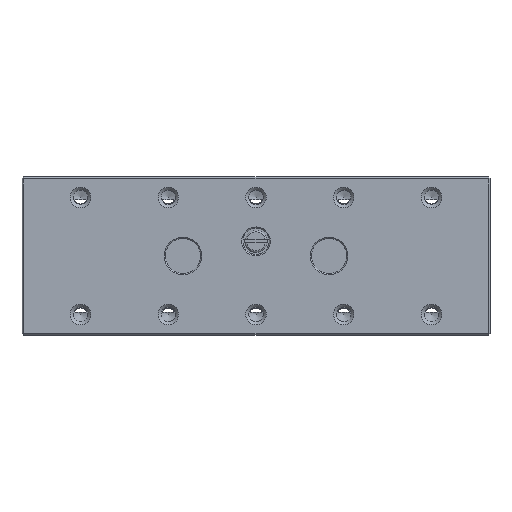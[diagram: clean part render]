
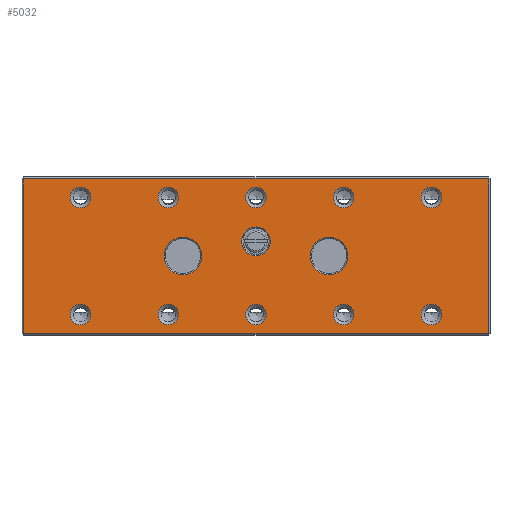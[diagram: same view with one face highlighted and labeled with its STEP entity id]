
A CAD part, top view. The second image highlights one B-rep face of the part: STEP entity #5032.
In plain terms, the highlighted planar face has unit normal (0, 0, 1).
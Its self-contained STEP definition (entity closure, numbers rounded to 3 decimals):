
#4735=FACE_BOUND('',#9184,.T.);
#4736=FACE_BOUND('',#9185,.T.);
#4737=FACE_BOUND('',#9186,.T.);
#4738=FACE_BOUND('',#9187,.T.);
#4739=FACE_BOUND('',#9188,.T.);
#4740=FACE_BOUND('',#9189,.T.);
#4741=FACE_BOUND('',#9190,.T.);
#4742=FACE_BOUND('',#9191,.T.);
#4743=FACE_BOUND('',#9192,.T.);
#4744=FACE_BOUND('',#9193,.T.);
#4745=FACE_BOUND('',#9194,.T.);
#4746=FACE_BOUND('',#9195,.T.);
#4747=FACE_BOUND('',#9196,.T.);
#4748=FACE_BOUND('',#9197,.T.);
#5032=ADVANCED_FACE('',(#4735,#4736,#4737,#4738,#4739,#4740,#4741,#4742,
#4743,#4744,#4745,#4746,#4747,#4748),#6498,.F.);
#6498=PLANE('',#33195);
#9184=EDGE_LOOP('',(#11726));
#9185=EDGE_LOOP('',(#11727));
#9186=EDGE_LOOP('',(#11728));
#9187=EDGE_LOOP('',(#11729));
#9188=EDGE_LOOP('',(#11730));
#9189=EDGE_LOOP('',(#11731));
#9190=EDGE_LOOP('',(#11732));
#9191=EDGE_LOOP('',(#11733));
#9192=EDGE_LOOP('',(#11734));
#9193=EDGE_LOOP('',(#11735));
#9194=EDGE_LOOP('',(#11736));
#9195=EDGE_LOOP('',(#11737));
#9196=EDGE_LOOP('',(#11738));
#9197=EDGE_LOOP('',(#11739,#11740,#11741,#11742,#11743,#11744,#11745,#11746));
#10669=CIRCLE('',#33182,2.45);
#10670=CIRCLE('',#33183,3.2);
#10671=CIRCLE('',#33184,3.2);
#10672=CIRCLE('',#33185,1.75);
#10673=CIRCLE('',#33186,1.75);
#10674=CIRCLE('',#33187,1.75);
#10675=CIRCLE('',#33188,1.75);
#10676=CIRCLE('',#33189,1.75);
#10677=CIRCLE('',#33190,1.75);
#10678=CIRCLE('',#33191,1.75);
#10679=CIRCLE('',#33192,1.75);
#10680=CIRCLE('',#33193,1.75);
#10681=CIRCLE('',#33194,1.75);
#11726=ORIENTED_EDGE('',*,*,#22673,.T.);
#11727=ORIENTED_EDGE('',*,*,#22674,.T.);
#11728=ORIENTED_EDGE('',*,*,#22675,.T.);
#11729=ORIENTED_EDGE('',*,*,#22676,.T.);
#11730=ORIENTED_EDGE('',*,*,#22677,.T.);
#11731=ORIENTED_EDGE('',*,*,#22678,.T.);
#11732=ORIENTED_EDGE('',*,*,#22679,.T.);
#11733=ORIENTED_EDGE('',*,*,#22680,.T.);
#11734=ORIENTED_EDGE('',*,*,#22681,.T.);
#11735=ORIENTED_EDGE('',*,*,#22682,.T.);
#11736=ORIENTED_EDGE('',*,*,#22683,.T.);
#11737=ORIENTED_EDGE('',*,*,#22684,.T.);
#11738=ORIENTED_EDGE('',*,*,#22685,.T.);
#11739=ORIENTED_EDGE('',*,*,#22686,.T.);
#11740=ORIENTED_EDGE('',*,*,#22687,.T.);
#11741=ORIENTED_EDGE('',*,*,#22688,.T.);
#11742=ORIENTED_EDGE('',*,*,#22689,.T.);
#11743=ORIENTED_EDGE('',*,*,#22690,.T.);
#11744=ORIENTED_EDGE('',*,*,#22691,.T.);
#11745=ORIENTED_EDGE('',*,*,#22692,.T.);
#11746=ORIENTED_EDGE('',*,*,#22693,.T.);
#19898=VERTEX_POINT('',#43799);
#19899=VERTEX_POINT('',#43801);
#19900=VERTEX_POINT('',#43803);
#19901=VERTEX_POINT('',#43805);
#19902=VERTEX_POINT('',#43807);
#19903=VERTEX_POINT('',#43809);
#19904=VERTEX_POINT('',#43811);
#19905=VERTEX_POINT('',#43813);
#19906=VERTEX_POINT('',#43815);
#19907=VERTEX_POINT('',#43817);
#19908=VERTEX_POINT('',#43819);
#19909=VERTEX_POINT('',#43821);
#19910=VERTEX_POINT('',#43823);
#19911=VERTEX_POINT('',#43825);
#19912=VERTEX_POINT('',#43826);
#19913=VERTEX_POINT('',#43828);
#19914=VERTEX_POINT('',#43830);
#19915=VERTEX_POINT('',#43832);
#19916=VERTEX_POINT('',#43834);
#19917=VERTEX_POINT('',#43836);
#19918=VERTEX_POINT('',#43838);
#22673=EDGE_CURVE('',#19898,#19898,#10669,.T.);
#22674=EDGE_CURVE('',#19899,#19899,#10670,.T.);
#22675=EDGE_CURVE('',#19900,#19900,#10671,.T.);
#22676=EDGE_CURVE('',#19901,#19901,#10672,.T.);
#22677=EDGE_CURVE('',#19902,#19902,#10673,.T.);
#22678=EDGE_CURVE('',#19903,#19903,#10674,.T.);
#22679=EDGE_CURVE('',#19904,#19904,#10675,.T.);
#22680=EDGE_CURVE('',#19905,#19905,#10676,.T.);
#22681=EDGE_CURVE('',#19906,#19906,#10677,.T.);
#22682=EDGE_CURVE('',#19907,#19907,#10678,.T.);
#22683=EDGE_CURVE('',#19908,#19908,#10679,.T.);
#22684=EDGE_CURVE('',#19909,#19909,#10680,.T.);
#22685=EDGE_CURVE('',#19910,#19910,#10681,.T.);
#22686=EDGE_CURVE('',#19911,#19912,#26585,.T.);
#22687=EDGE_CURVE('',#19912,#19913,#26586,.T.);
#22688=EDGE_CURVE('',#19913,#19914,#26587,.T.);
#22689=EDGE_CURVE('',#19914,#19915,#26588,.T.);
#22690=EDGE_CURVE('',#19915,#19916,#26589,.T.);
#22691=EDGE_CURVE('',#19916,#19917,#26590,.T.);
#22692=EDGE_CURVE('',#19917,#19918,#26591,.T.);
#22693=EDGE_CURVE('',#19918,#19911,#26592,.T.);
#26585=LINE('',#43824,#30192);
#26586=LINE('',#43827,#30193);
#26587=LINE('',#43829,#30194);
#26588=LINE('',#43831,#30195);
#26589=LINE('',#43833,#30196);
#26590=LINE('',#43835,#30197);
#26591=LINE('',#43837,#30198);
#26592=LINE('',#43839,#30199);
#30192=VECTOR('',#35499,1.);
#30193=VECTOR('',#35500,1.);
#30194=VECTOR('',#35501,1.);
#30195=VECTOR('',#35502,1.);
#30196=VECTOR('',#35503,1.);
#30197=VECTOR('',#35504,1.);
#30198=VECTOR('',#35505,1.);
#30199=VECTOR('',#35506,1.);
#33182=AXIS2_PLACEMENT_3D('',#43798,#35473,#35474);
#33183=AXIS2_PLACEMENT_3D('',#43800,#35475,#35476);
#33184=AXIS2_PLACEMENT_3D('',#43802,#35477,#35478);
#33185=AXIS2_PLACEMENT_3D('',#43804,#35479,#35480);
#33186=AXIS2_PLACEMENT_3D('',#43806,#35481,#35482);
#33187=AXIS2_PLACEMENT_3D('',#43808,#35483,#35484);
#33188=AXIS2_PLACEMENT_3D('',#43810,#35485,#35486);
#33189=AXIS2_PLACEMENT_3D('',#43812,#35487,#35488);
#33190=AXIS2_PLACEMENT_3D('',#43814,#35489,#35490);
#33191=AXIS2_PLACEMENT_3D('',#43816,#35491,#35492);
#33192=AXIS2_PLACEMENT_3D('',#43818,#35493,#35494);
#33193=AXIS2_PLACEMENT_3D('',#43820,#35495,#35496);
#33194=AXIS2_PLACEMENT_3D('',#43822,#35497,#35498);
#33195=AXIS2_PLACEMENT_3D('',#43840,#35507,#35508);
#35473=DIRECTION('',(0.,0.,-1.));
#35474=DIRECTION('',(-1.,0.,0.));
#35475=DIRECTION('',(0.,0.,-1.));
#35476=DIRECTION('',(-1.,0.,0.));
#35477=DIRECTION('',(0.,0.,-1.));
#35478=DIRECTION('',(-1.,0.,0.));
#35479=DIRECTION('',(0.,0.,-1.));
#35480=DIRECTION('',(-1.,0.,0.));
#35481=DIRECTION('',(0.,0.,-1.));
#35482=DIRECTION('',(-1.,0.,0.));
#35483=DIRECTION('',(0.,0.,-1.));
#35484=DIRECTION('',(-1.,0.,0.));
#35485=DIRECTION('',(0.,0.,-1.));
#35486=DIRECTION('',(-1.,0.,0.));
#35487=DIRECTION('',(0.,0.,-1.));
#35488=DIRECTION('',(-1.,0.,0.));
#35489=DIRECTION('',(0.,0.,-1.));
#35490=DIRECTION('',(-1.,0.,0.));
#35491=DIRECTION('',(0.,0.,-1.));
#35492=DIRECTION('',(-1.,0.,0.));
#35493=DIRECTION('',(0.,0.,-1.));
#35494=DIRECTION('',(-1.,0.,0.));
#35495=DIRECTION('',(0.,0.,-1.));
#35496=DIRECTION('',(-1.,0.,0.));
#35497=DIRECTION('',(0.,0.,-1.));
#35498=DIRECTION('',(-1.,0.,0.));
#35499=DIRECTION('',(-0.577,-0.816,0.));
#35500=DIRECTION('',(0.,-1.,0.));
#35501=DIRECTION('',(0.577,-0.816,0.));
#35502=DIRECTION('',(1.,0.,0.));
#35503=DIRECTION('',(0.577,0.816,0.));
#35504=DIRECTION('',(0.,1.,0.));
#35505=DIRECTION('',(-0.577,0.816,0.));
#35506=DIRECTION('',(-1.,0.,0.));
#35507=DIRECTION('',(0.,0.,-1.));
#35508=DIRECTION('',(1.,0.,0.));
#43798=CARTESIAN_POINT('',(0.,2.5,13.));
#43799=CARTESIAN_POINT('',(-2.45,2.5,13.));
#43800=CARTESIAN_POINT('',(12.5,0.,13.));
#43801=CARTESIAN_POINT('',(9.3,0.,13.));
#43802=CARTESIAN_POINT('',(-12.5,0.,13.));
#43803=CARTESIAN_POINT('',(-15.7,0.,13.));
#43804=CARTESIAN_POINT('',(30.,10.,13.));
#43805=CARTESIAN_POINT('',(28.25,10.,13.));
#43806=CARTESIAN_POINT('',(15.,10.,13.));
#43807=CARTESIAN_POINT('',(13.25,10.,13.));
#43808=CARTESIAN_POINT('',(0.,10.,13.));
#43809=CARTESIAN_POINT('',(-1.75,10.,13.));
#43810=CARTESIAN_POINT('',(-15.,10.,13.));
#43811=CARTESIAN_POINT('',(-16.75,10.,13.));
#43812=CARTESIAN_POINT('',(30.,-10.,13.));
#43813=CARTESIAN_POINT('',(28.25,-10.,13.));
#43814=CARTESIAN_POINT('',(15.,-10.,13.));
#43815=CARTESIAN_POINT('',(13.25,-10.,13.));
#43816=CARTESIAN_POINT('',(0.,-10.,13.));
#43817=CARTESIAN_POINT('',(-1.75,-10.,13.));
#43818=CARTESIAN_POINT('',(-15.,-10.,13.));
#43819=CARTESIAN_POINT('',(-16.75,-10.,13.));
#43820=CARTESIAN_POINT('',(-30.,10.,13.));
#43821=CARTESIAN_POINT('',(-31.75,10.,13.));
#43822=CARTESIAN_POINT('',(-30.,-10.,13.));
#43823=CARTESIAN_POINT('',(-31.75,-10.,13.));
#43824=CARTESIAN_POINT('',(-39.971,12.917,13.));
#43825=CARTESIAN_POINT('',(-39.7,13.3,13.));
#43826=CARTESIAN_POINT('',(-39.8,13.159,13.));
#43827=CARTESIAN_POINT('',(-39.8,13.5,13.));
#43828=CARTESIAN_POINT('',(-39.8,-13.159,13.));
#43829=CARTESIAN_POINT('',(-39.971,-12.917,13.));
#43830=CARTESIAN_POINT('',(-39.7,-13.3,13.));
#43831=CARTESIAN_POINT('',(40.,-13.3,13.));
#43832=CARTESIAN_POINT('',(39.7,-13.3,13.));
#43833=CARTESIAN_POINT('',(39.971,-12.917,13.));
#43834=CARTESIAN_POINT('',(39.8,-13.159,13.));
#43835=CARTESIAN_POINT('',(39.8,12.876,13.));
#43836=CARTESIAN_POINT('',(39.8,13.159,13.));
#43837=CARTESIAN_POINT('',(39.971,12.917,13.));
#43838=CARTESIAN_POINT('',(39.7,13.3,13.));
#43839=CARTESIAN_POINT('',(40.,13.3,13.));
#43840=CARTESIAN_POINT('',(40.,13.5,13.));
